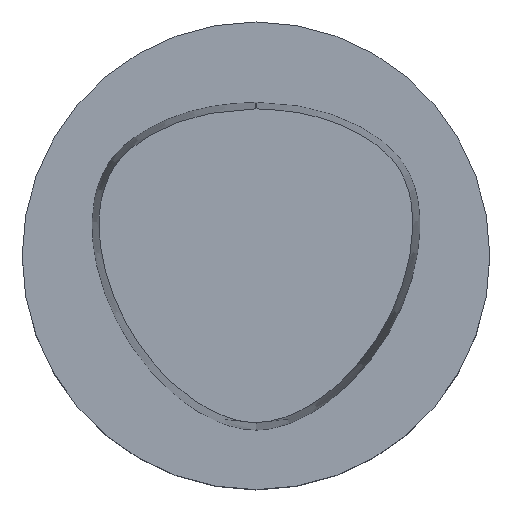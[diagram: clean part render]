
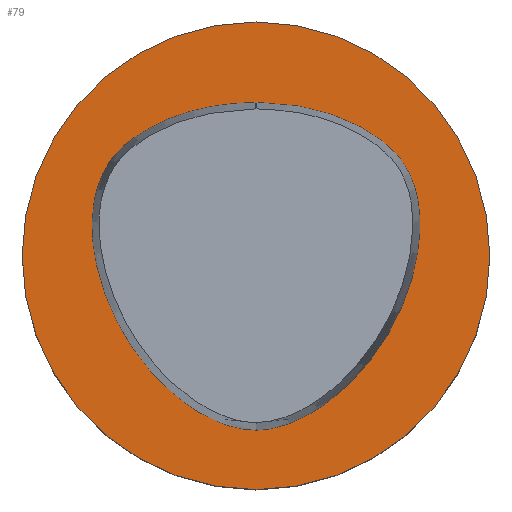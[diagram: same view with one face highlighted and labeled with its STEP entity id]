
A CAD part, top view. The second image highlights one B-rep face of the part: STEP entity #79.
In plain terms, the highlighted planar face has unit normal (0, 0, 1).
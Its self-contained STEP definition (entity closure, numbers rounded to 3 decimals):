
#79=ADVANCED_FACE('',(#94,#95),#96,.T.);
#94=FACE_BOUND('',#257,.T.);
#95=FACE_OUTER_BOUND('',#258,.T.);
#96=PLANE('',#259);
#257=EDGE_LOOP('',(#293,#294,#295));
#258=EDGE_LOOP('',(#296));
#259=AXIS2_PLACEMENT_3D('',#297,#298,#299);
#293=ORIENTED_EDGE('',*,*,#324,.T.);
#294=ORIENTED_EDGE('',*,*,#328,.T.);
#295=ORIENTED_EDGE('',*,*,#331,.T.);
#296=ORIENTED_EDGE('',*,*,#332,.T.);
#297=CARTESIAN_POINT('',(0.,15.746,0.));
#298=DIRECTION('',(0.,0.,1.0));
#299=DIRECTION('',(0.,1.0,0.));
#324=EDGE_CURVE('',#337,#338,#339,.T.);
#328=EDGE_CURVE('',#338,#345,#346,.T.);
#331=EDGE_CURVE('',#345,#337,#349,.T.);
#332=EDGE_CURVE('',#350,#350,#351,.T.);
#337=VERTEX_POINT('',#360);
#338=VERTEX_POINT('',#361);
#339=B_SPLINE_CURVE_WITH_KNOTS('',3,(#362,#363,#364,#365,#366,#367,#368,#369,#370,#371,#372,#373,#374,#375,#376,#377,#378),.UNSPECIFIED.,.F.,.F.,(4,1,1,1,1,1,1,1,1,1,1,1,1,1,4),(-13.23,-12.817,-12.403,-11.99,-11.576,-11.163,-10.956,-10.75,-10.336,-9.923,-9.096,-8.269,-7.442,-7.029,-6.615),.UNSPECIFIED.);
#345=VERTEX_POINT('',#401);
#346=B_SPLINE_CURVE_WITH_KNOTS('',3,(#402,#403,#404,#405,#406,#407,#408,#409,#410,#411,#412,#413,#414,#415,#416,#417,#418,#419),.UNSPECIFIED.,.F.,.F.,(4,1,1,1,1,1,1,1,1,2,1,1,1,1,4),(-6.615,-6.202,-5.788,-5.375,-4.961,-4.134,-3.308,-2.894,-2.481,-2.067,-1.654,-1.24,-0.827,-0.413,0.0),.UNSPECIFIED.);
#349=CIRCLE('',#438,0.95);
#350=VERTEX_POINT('',#439);
#351=CIRCLE('',#440,31.493);
#360=CARTESIAN_POINT('',(0.045,20.677,0.));
#361=CARTESIAN_POINT('',(0.044,-23.469,0.));
#362=CARTESIAN_POINT('',(0.045,20.677,0.));
#363=CARTESIAN_POINT('',(1.424,20.61,0.));
#364=CARTESIAN_POINT('',(4.223,20.484,0.));
#365=CARTESIAN_POINT('',(8.472,19.689,0.));
#366=CARTESIAN_POINT('',(12.514,18.243,0.0));
#367=CARTESIAN_POINT('',(16.304,16.173,0.));
#368=CARTESIAN_POINT('',(19.145,13.704,0.));
#369=CARTESIAN_POINT('',(20.732,11.101,0.0));
#370=CARTESIAN_POINT('',(21.783,8.281,0.));
#371=CARTESIAN_POINT('',(22.226,4.609,0.0));
#372=CARTESIAN_POINT('',(21.744,-1.113,0.0));
#373=CARTESIAN_POINT('',(19.552,-7.954,0.0));
#374=CARTESIAN_POINT('',(14.957,-15.209,0.0));
#375=CARTESIAN_POINT('',(9.668,-20.083,0.));
#376=CARTESIAN_POINT('',(4.516,-22.795,0.));
#377=CARTESIAN_POINT('',(1.559,-23.461,0.));
#378=CARTESIAN_POINT('',(0.044,-23.469,0.));
#401=CARTESIAN_POINT('',(-0.045,20.677,0.));
#402=CARTESIAN_POINT('',(0.044,-23.469,0.));
#403=CARTESIAN_POINT('',(-1.471,-23.477,0.));
#404=CARTESIAN_POINT('',(-4.439,-22.821,0.));
#405=CARTESIAN_POINT('',(-8.35,-20.8,0.));
#406=CARTESIAN_POINT('',(-11.745,-18.156,0.));
#407=CARTESIAN_POINT('',(-15.699,-14.041,0.));
#408=CARTESIAN_POINT('',(-19.535,-8.006,0.));
#409=CARTESIAN_POINT('',(-21.721,-1.161,0.0));
#410=CARTESIAN_POINT('',(-22.249,4.55,0.0));
#411=CARTESIAN_POINT('',(-21.665,9.002,0.0));
#412=CARTESIAN_POINT('',(-20.395,11.778,0.0));
#413=CARTESIAN_POINT('',(-18.593,14.198,0.0));
#414=CARTESIAN_POINT('',(-16.323,16.178,0.0));
#415=CARTESIAN_POINT('',(-12.508,18.252,0.));
#416=CARTESIAN_POINT('',(-8.468,19.679,0.));
#417=CARTESIAN_POINT('',(-4.23,20.488,0.));
#418=CARTESIAN_POINT('',(-1.423,20.613,0.));
#419=CARTESIAN_POINT('',(-0.045,20.677,0.));
#438=AXIS2_PLACEMENT_3D('',#452,#453,#454);
#439=CARTESIAN_POINT('',(0.,31.493,0.));
#440=AXIS2_PLACEMENT_3D('',#455,#456,#457);
#452=CARTESIAN_POINT('',(-0.001,19.728,0.));
#453=DIRECTION('',(0.,0.,-1.0));
#454=DIRECTION('',(-0.046,0.999,0.));
#455=CARTESIAN_POINT('',(0.0,0.0,0.0));
#456=DIRECTION('',(0.,0.,1.0));
#457=DIRECTION('',(0.,1.0,0.));
